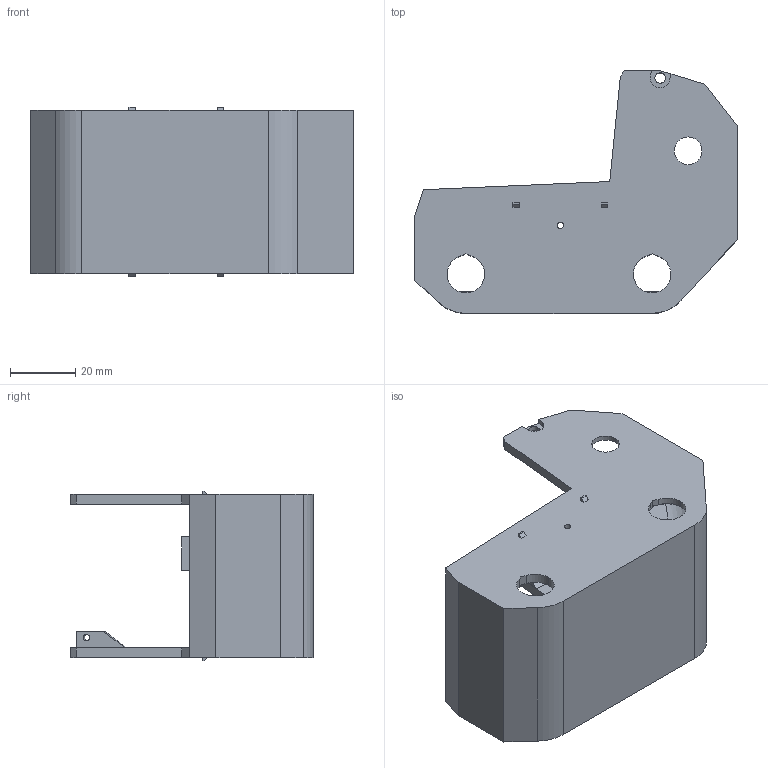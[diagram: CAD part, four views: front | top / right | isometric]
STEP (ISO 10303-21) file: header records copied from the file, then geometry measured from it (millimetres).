
FILE_DESCRIPTION (( 'STEP AP203' ), '1' );
FILE_NAME ('1.) Main Housing 2.3.STEP', '2023-09-26T15:41:36', ( '' ), ( '' ), 'SwSTEP 2.0', 'SolidWorks 2023', '' );
FILE_SCHEMA (( 'CONFIG_CONTROL_DESIGN' ));
Length unit declared in the file: millimetre
Products named in the file (1): 1.) Main Housing 2.3
Bounding box: 98.6 x 74.29 x 52 mm (x, y, z)
Volume: 44229.1 mm3; surface area: 35107 mm2
Topology: 1 solids, 1 shells, 243 faces, 670 edges, 446 vertices
Faces by surface type: plane 177, cylinder 66
Entity records: 7846 total; most frequent: CARTESIAN_POINT 1438, ORIENTED_EDGE 1340, DIRECTION 1267, EDGE_CURVE 670, LINE 525, VECTOR 525, VERTEX_POINT 446, AXIS2_PLACEMENT_3D 371
